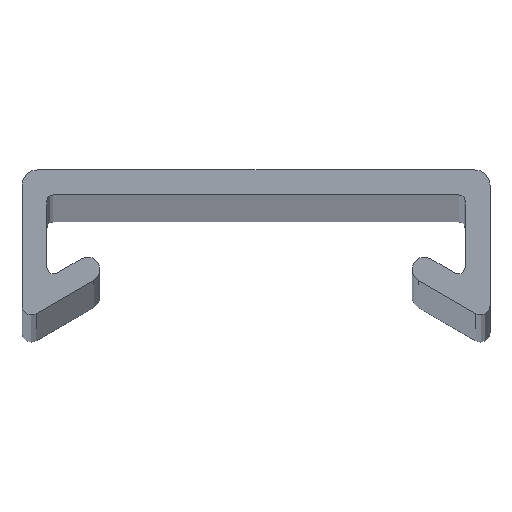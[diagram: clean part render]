
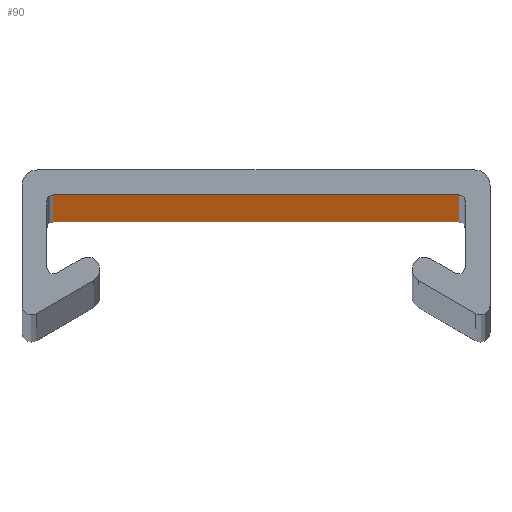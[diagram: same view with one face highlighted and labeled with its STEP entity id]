
A CAD part, top view. The second image highlights one B-rep face of the part: STEP entity #90.
In plain terms, the highlighted planar face has unit normal (0, -1, 0).
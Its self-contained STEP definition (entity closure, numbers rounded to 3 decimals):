
#30 = VERTEX_POINT ( 'NONE', #767 ) ;
#56 = VECTOR ( 'NONE', #149, 1000. ) ;
#72 = LINE ( 'NONE', #199, #500 ) ;
#76 = VERTEX_POINT ( 'NONE', #709 ) ;
#90 = ADVANCED_FACE ( 'NONE', ( #338 ), #712, .F. ) ;
#149 = DIRECTION ( 'NONE',  ( 0., 0., -1. ) ) ;
#155 = CARTESIAN_POINT ( 'NONE',  ( -6.5, 0., 500. ) ) ;
#164 = DIRECTION ( 'NONE',  ( 1., 0., 0. ) ) ;
#165 = LINE ( 'NONE', #155, #56 ) ;
#170 = DIRECTION ( 'NONE',  ( 1., 0., 0. ) ) ;
#185 = CARTESIAN_POINT ( 'NONE',  ( 6.5, 0., 500. ) ) ;
#190 = VECTOR ( 'NONE', #164, 1000. ) ;
#199 = CARTESIAN_POINT ( 'NONE',  ( 6.5, 0., 0. ) ) ;
#202 = ORIENTED_EDGE ( 'NONE', *, *, #523, .T. ) ;
#204 = VERTEX_POINT ( 'NONE', #631 ) ;
#222 = VECTOR ( 'NONE', #517, 1000. ) ;
#252 = VERTEX_POINT ( 'NONE', #611 ) ;
#324 = EDGE_CURVE ( 'NONE', #204, #30, #597, .T. ) ;
#338 = FACE_OUTER_BOUND ( 'NONE', #409, .T. ) ;
#409 = EDGE_LOOP ( 'NONE', ( #555, #525, #655, #202 ) ) ;
#464 = AXIS2_PLACEMENT_3D ( 'NONE', #697, #695, #693 ) ;
#500 = VECTOR ( 'NONE', #170, 1000. ) ;
#514 = EDGE_CURVE ( 'NONE', #76, #30, #72, .T. ) ;
#517 = DIRECTION ( 'NONE',  ( 0., 0., -1. ) ) ;
#520 = CARTESIAN_POINT ( 'NONE',  ( 6.5, 0., 500. ) ) ;
#522 = EDGE_CURVE ( 'NONE', #252, #204, #649, .T. ) ;
#523 = EDGE_CURVE ( 'NONE', #252, #76, #165, .T. ) ;
#525 = ORIENTED_EDGE ( 'NONE', *, *, #324, .F. ) ;
#555 = ORIENTED_EDGE ( 'NONE', *, *, #514, .T. ) ;
#597 = LINE ( 'NONE', #520, #222 ) ;
#611 = CARTESIAN_POINT ( 'NONE',  ( -6.5, 0., 500. ) ) ;
#631 = CARTESIAN_POINT ( 'NONE',  ( 6.5, 0., 500. ) ) ;
#649 = LINE ( 'NONE', #185, #190 ) ;
#655 = ORIENTED_EDGE ( 'NONE', *, *, #522, .F. ) ;
#693 = DIRECTION ( 'NONE',  ( -1., 0., 0. ) ) ;
#695 = DIRECTION ( 'NONE',  ( 0., 1., 0. ) ) ;
#697 = CARTESIAN_POINT ( 'NONE',  ( 6.5, 0., 500. ) ) ;
#709 = CARTESIAN_POINT ( 'NONE',  ( -6.5, 0., 0. ) ) ;
#712 = PLANE ( 'NONE',  #464 ) ;
#767 = CARTESIAN_POINT ( 'NONE',  ( 6.5, 0., 0. ) ) ;
